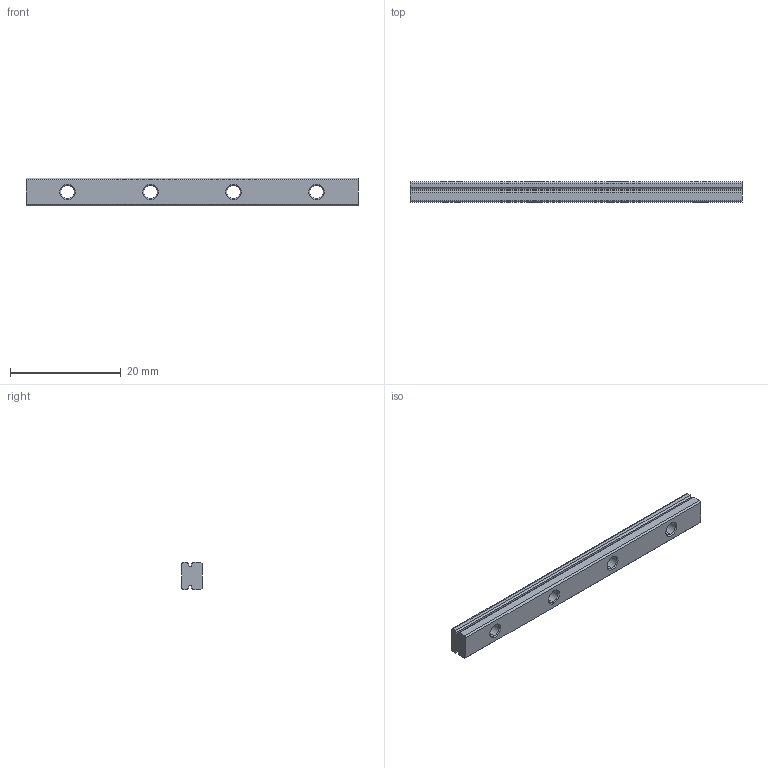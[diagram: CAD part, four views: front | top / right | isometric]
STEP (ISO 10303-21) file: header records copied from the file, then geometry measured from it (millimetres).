
FILE_DESCRIPTION (( 'STEP AP203' ), '1' );
FILE_NAME ('6725K25_5 mm Wide x 60 mm Long Rail Ball Bearing Carriage.STEP', '2021-07-09T10:28:41', ( 'Administrator' ), ( 'Managed by Terraform' ), 'SwSTEP 2.0', 'SolidWorks 2017', '' );
FILE_SCHEMA (( 'CONFIG_CONTROL_DESIGN' ));
Length unit declared in the file: millimetre
Products named in the file (1): 6725K25_5 mm Wide x 60 mm Long Rail Ball Bearing Carriage
Bounding box: 60 x 3.7 x 5 mm (x, y, z)
Volume: 965.2 mm3; surface area: 1251.8 mm2
Topology: 1 solids, 1 shells, 54 faces, 136 edges, 88 vertices
Faces by surface type: cylinder 26, plane 20, cone 8
Entity records: 1729 total; most frequent: DIRECTION 306, CARTESIAN_POINT 279, ORIENTED_EDGE 272, EDGE_CURVE 136, AXIS2_PLACEMENT_3D 115, VERTEX_POINT 88, VECTOR 76, LINE 76
